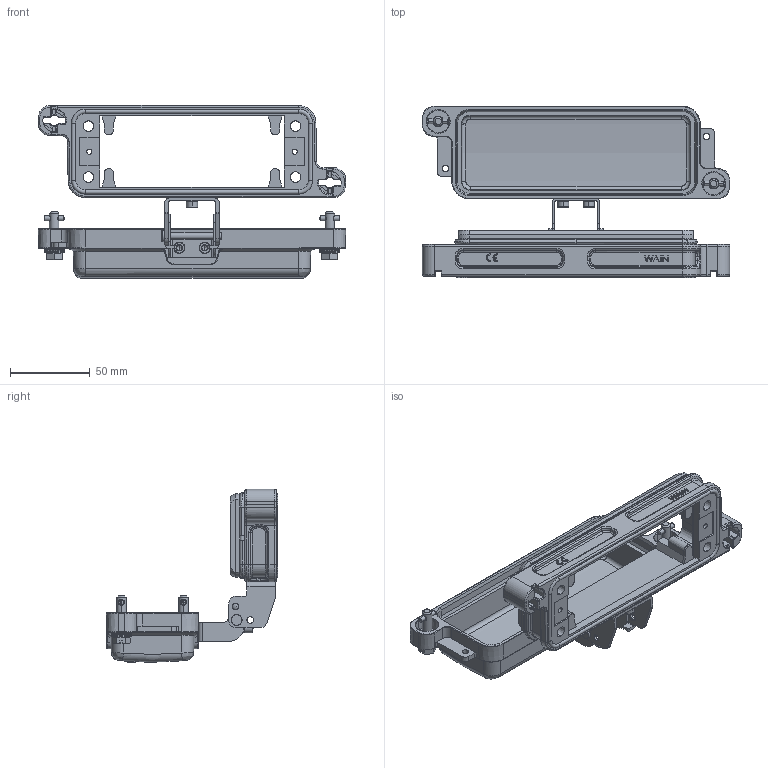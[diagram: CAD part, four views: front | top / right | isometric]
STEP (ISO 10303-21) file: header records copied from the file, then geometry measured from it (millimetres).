
FILE_DESCRIPTION(/* description */ (''),/* implementation_level */ '2;1');
FILE_NAME(/* name */ '3D_1136243701001_HP24B_H-BK-2T-MCV_V1.1.stp',/* time_stamp */ '2024-02-05T08:51:25+08:00',/* author */ (''),/* organization */ (''),/* preprocessor_version */ 'ST-DEVELOPER v18.1',/* originating_system */ 'SIEMENS PLM Software NX 1980',/* authorisation */ '');
FILE_SCHEMA (('AUTOMOTIVE_DESIGN { 1 0 10303 214 3 1 1 1 }'));
Length unit declared in the file: millimetre
Products named in the file (1): 3D_1136243701001_HP24B_H-BK-2T-MCV_V1.0_stp
Bounding box: 193 x 107.58 x 108.72 mm (x, y, z)
Volume: 141450.3 mm3; surface area: 93047.6 mm2
Topology: 1 solids, 5 shells, 1603 faces, 4170 edges, 2605 vertices
Faces by surface type: plane 623, cylinder 442, torus 210, cone 154, bspline 136, sphere 22, extrusion 16
Entity records: 62434 total; most frequent: CARTESIAN_POINT 27017, ORIENTED_EDGE 8280, DIRECTION 5976, EDGE_CURVE 4140, VERTEX_POINT 2597, AXIS2_PLACEMENT_3D 2193, B_SPLINE_CURVE_WITH_KNOTS 1774, EDGE_LOOP 1691
